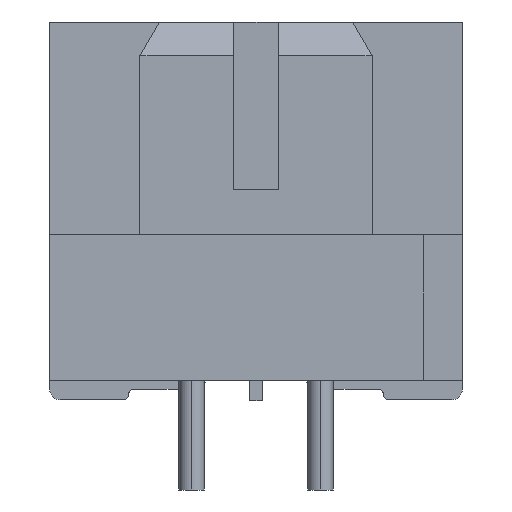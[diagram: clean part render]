
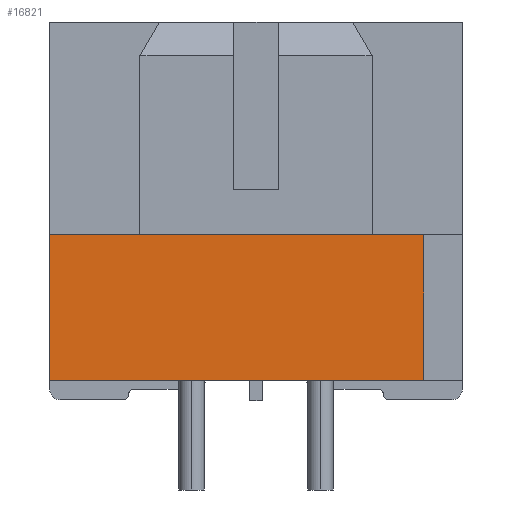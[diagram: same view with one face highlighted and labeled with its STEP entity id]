
A CAD part, left-side view. The second image highlights one B-rep face of the part: STEP entity #16821.
In plain terms, the highlighted planar face has unit normal (-1, 0, 0).
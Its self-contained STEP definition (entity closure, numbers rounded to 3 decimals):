
#16613=CARTESIAN_POINT('',(-17.107,-3.302,0.381));
#16614=VERTEX_POINT('',#16613);
#16615=CARTESIAN_POINT('',(-17.107,-3.302,3.251));
#16616=VERTEX_POINT('',#16615);
#16617=CARTESIAN_POINT('',(-17.107,-3.302,0.381));
#16618=DIRECTION('',(0.0,0.0,1.0));
#16619=VECTOR('',#16618,2.87);
#16620=LINE('',#16617,#16619);
#16621=EDGE_CURVE('',#16614,#16616,#16620,.T.);
#16702=CARTESIAN_POINT('',(-17.107,4.064,3.251));
#16703=VERTEX_POINT('',#16702);
#16710=CARTESIAN_POINT('',(-17.107,4.064,3.251));
#16711=DIRECTION('',(0.0,-1.0,0.0));
#16712=VECTOR('',#16711,7.366);
#16713=LINE('',#16710,#16712);
#16714=EDGE_CURVE('',#16703,#16616,#16713,.T.);
#16749=CARTESIAN_POINT('',(-17.107,4.064,0.381));
#16750=VERTEX_POINT('',#16749);
#16751=CARTESIAN_POINT('',(-17.107,-3.302,0.381));
#16752=DIRECTION('',(0.0,1.0,0.0));
#16753=VECTOR('',#16752,7.366);
#16754=LINE('',#16751,#16753);
#16755=EDGE_CURVE('',#16614,#16750,#16754,.T.);
#16798=CARTESIAN_POINT('',(-17.107,4.064,0.381));
#16799=DIRECTION('',(0.0,0.0,1.0));
#16800=VECTOR('',#16799,2.87);
#16801=LINE('',#16798,#16800);
#16802=EDGE_CURVE('',#16750,#16703,#16801,.T.);
#16810=CARTESIAN_POINT('',(-17.107,0.,1.816));
#16811=DIRECTION('',(1.0,0.0,0.0));
#16812=DIRECTION('',(0.0,0.0,-1.0));
#16813=AXIS2_PLACEMENT_3D('',#16810,#16811,#16812);
#16814=PLANE('',#16813);
#16815=ORIENTED_EDGE('',*,*,#16621,.T.);
#16816=ORIENTED_EDGE('',*,*,#16714,.F.);
#16817=ORIENTED_EDGE('',*,*,#16802,.F.);
#16818=ORIENTED_EDGE('',*,*,#16755,.F.);
#16819=EDGE_LOOP('',(#16815,#16816,#16817,#16818));
#16820=FACE_OUTER_BOUND('',#16819,.T.);
#16821=ADVANCED_FACE('',(#16820),#16814,.F.);
